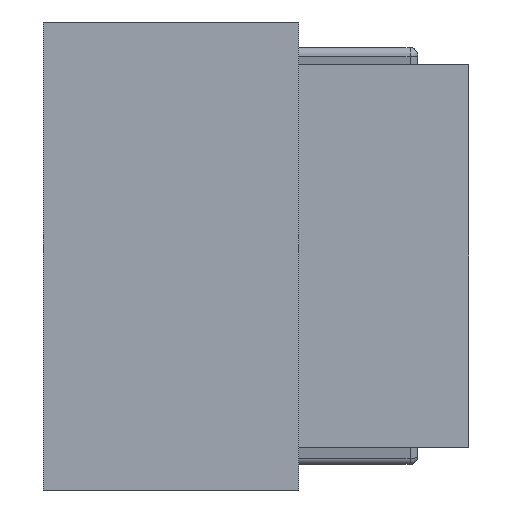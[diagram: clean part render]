
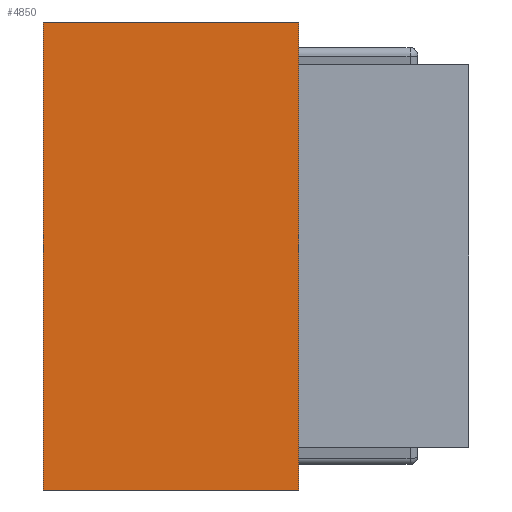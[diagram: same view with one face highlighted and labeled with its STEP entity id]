
A CAD part, left-side view. The second image highlights one B-rep face of the part: STEP entity #4850.
In plain terms, the highlighted planar face has unit normal (-1, 0, 0).
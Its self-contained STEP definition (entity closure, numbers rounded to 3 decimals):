
#294=DIRECTION('',(0.,0.,1.));
#295=VECTOR('',#294,0.55);
#296=CARTESIAN_POINT('',(-0.5,-0.04,-0.275));
#297=LINE('',#296,#295);
#598=DIRECTION('',(0.,-1.,0.));
#599=VECTOR('',#598,0.3);
#600=CARTESIAN_POINT('',(-0.5,0.26,-0.275));
#601=LINE('',#600,#599);
#614=DIRECTION('',(0.,0.,1.));
#615=VECTOR('',#614,0.55);
#616=CARTESIAN_POINT('',(-0.5,0.26,-0.275));
#617=LINE('',#616,#615);
#626=DIRECTION('',(0.,-1.,0.));
#627=VECTOR('',#626,0.3);
#628=CARTESIAN_POINT('',(-0.5,0.26,0.275));
#629=LINE('',#628,#627);
#3289=CARTESIAN_POINT('',(-0.5,0.26,-0.275));
#3290=CARTESIAN_POINT('',(-0.5,-0.04,-0.275));
#3291=VERTEX_POINT('',#3289);
#3292=VERTEX_POINT('',#3290);
#3297=CARTESIAN_POINT('',(-0.5,0.26,0.275));
#3298=CARTESIAN_POINT('',(-0.5,-0.04,0.275));
#3299=VERTEX_POINT('',#3297);
#3300=VERTEX_POINT('',#3298);
#4837=CARTESIAN_POINT('',(-0.5,0.26,-0.275));
#4838=DIRECTION('',(-1.,0.,0.));
#4839=DIRECTION('',(0.,-1.,0.));
#4840=AXIS2_PLACEMENT_3D('',#4837,#4838,#4839);
#4841=PLANE('',#4840);
#4842=ORIENTED_EDGE('',*,*,#4827,.F.);
#4844=ORIENTED_EDGE('',*,*,#4843,.T.);
#4846=ORIENTED_EDGE('',*,*,#4845,.T.);
#4847=ORIENTED_EDGE('',*,*,#4462,.F.);
#4848=EDGE_LOOP('',(#4842,#4844,#4846,#4847));
#4849=FACE_OUTER_BOUND('',#4848,.F.);
#4462=EDGE_CURVE('',#3292,#3300,#297,.T.);
#4827=EDGE_CURVE('',#3291,#3292,#601,.T.);
#4843=EDGE_CURVE('',#3291,#3299,#617,.T.);
#4845=EDGE_CURVE('',#3299,#3300,#629,.T.);
#4850=ADVANCED_FACE('',(#4849),#4841,.T.);
